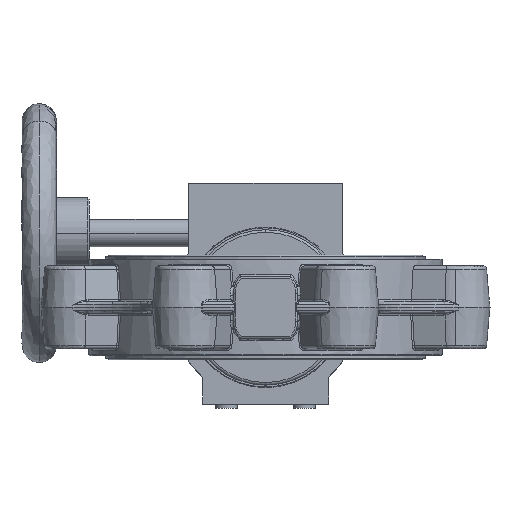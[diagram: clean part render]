
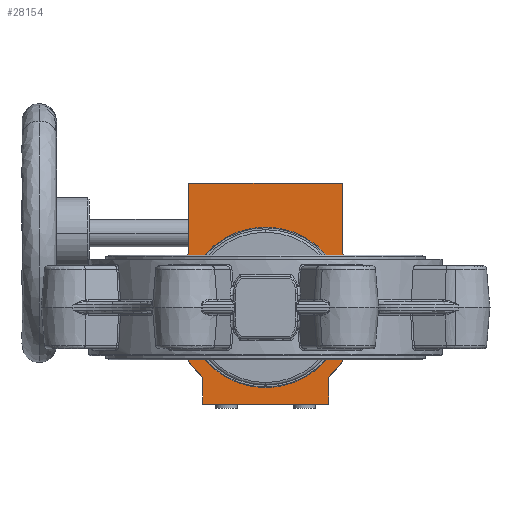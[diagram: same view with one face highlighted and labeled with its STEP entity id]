
A CAD part, front view. The second image highlights one B-rep face of the part: STEP entity #28154.
In plain terms, the highlighted planar face has unit normal (0, -1, 0).
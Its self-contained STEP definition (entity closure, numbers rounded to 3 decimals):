
#125 = EDGE_CURVE ( 'NONE', #23885, #22053, #21726, .T. ) ;
#296 = ORIENTED_EDGE ( 'NONE', *, *, #33512, .T. ) ;
#458 = CARTESIAN_POINT ( 'NONE',  ( 0., 208., 0. ) ) ;
#591 = DIRECTION ( 'NONE',  ( 1., 0., 0. ) ) ;
#892 = CARTESIAN_POINT ( 'NONE',  ( -27., 208., 72. ) ) ;
#1224 = EDGE_CURVE ( 'NONE', #27268, #42557, #19514, .T. ) ;
#1317 = EDGE_CURVE ( 'NONE', #15536, #10114, #9802, .T. ) ;
#2426 = ORIENTED_EDGE ( 'NONE', *, *, #17701, .T. ) ;
#2870 = VERTEX_POINT ( 'NONE', #38710 ) ;
#3608 = DIRECTION ( 'NONE',  ( 1., 0., 0. ) ) ;
#4277 = CARTESIAN_POINT ( 'NONE',  ( -44.591, 208., 31.335 ) ) ;
#4396 = DIRECTION ( 'NONE',  ( 0., 1., 0. ) ) ;
#5918 = CIRCLE ( 'NONE', #21507, 54.5 ) ;
#6282 = CARTESIAN_POINT ( 'NONE',  ( 36.5, 208., 0. ) ) ;
#6669 = DIRECTION ( 'NONE',  ( 1., 0., 0. ) ) ;
#7239 = EDGE_CURVE ( 'NONE', #23885, #23735, #21733, .T. ) ;
#7627 = DIRECTION ( 'NONE',  ( -1., 0., 0. ) ) ;
#7729 = DIRECTION ( 'NONE',  ( 1., 0., 0. ) ) ;
#7892 = ORIENTED_EDGE ( 'NONE', *, *, #40248, .T. ) ;
#7939 = DIRECTION ( 'NONE',  ( 0., 1., 0. ) ) ;
#8200 = CARTESIAN_POINT ( 'NONE',  ( -44.5, 208., 31.623 ) ) ;
#8315 = EDGE_CURVE ( 'NONE', #10114, #15536, #24325, .T. ) ;
#9006 = PLANE ( 'NONE',  #41912 ) ;
#9371 = ORIENTED_EDGE ( 'NONE', *, *, #1224, .T. ) ;
#9646 = EDGE_CURVE ( 'NONE', #2870, #38232, #15127, .T. ) ;
#9802 = CIRCLE ( 'NONE', #14915, 46.5 ) ;
#10114 = VERTEX_POINT ( 'NONE', #24541 ) ;
#10133 = DIRECTION ( 'NONE',  ( 0., 1., 0. ) ) ;
#10238 = DIRECTION ( 'NONE',  ( 1., 0., 0. ) ) ;
#10284 = CARTESIAN_POINT ( 'NONE',  ( 0., 208., 0. ) ) ;
#10293 = AXIS2_PLACEMENT_3D ( 'NONE', #41378, #24181, #3608 ) ;
#11146 = ORIENTED_EDGE ( 'NONE', *, *, #28257, .T. ) ;
#11351 = LINE ( 'NONE', #43976, #33897 ) ;
#12095 = DIRECTION ( 'NONE',  ( 1., 0., 0. ) ) ;
#12156 = ORIENTED_EDGE ( 'NONE', *, *, #1317, .T. ) ;
#12518 = DIRECTION ( 'NONE',  ( 0., 0., 1. ) ) ;
#12523 = DIRECTION ( 'NONE',  ( 0., 1., 0. ) ) ;
#12610 = DIRECTION ( 'NONE',  ( 0., 0., 1. ) ) ;
#12776 = CARTESIAN_POINT ( 'NONE',  ( 0., 208., 0. ) ) ;
#12996 = VECTOR ( 'NONE', #37064, 1000. ) ;
#14549 = ORIENTED_EDGE ( 'NONE', *, *, #34369, .F. ) ;
#14915 = AXIS2_PLACEMENT_3D ( 'NONE', #31808, #21649, #18792 ) ;
#15127 = LINE ( 'NONE', #892, #43554 ) ;
#15132 = CARTESIAN_POINT ( 'NONE',  ( -54.5, 208., 0. ) ) ;
#15536 = VERTEX_POINT ( 'NONE', #18987 ) ;
#15968 = CARTESIAN_POINT ( 'NONE',  ( 0., 208., -56. ) ) ;
#16019 = CARTESIAN_POINT ( 'NONE',  ( 0., 208., 0. ) ) ;
#16456 = VECTOR ( 'NONE', #12610, 1000. ) ;
#16807 = ORIENTED_EDGE ( 'NONE', *, *, #9646, .F. ) ;
#16873 = DIRECTION ( 'NONE',  ( 0., 1., 0. ) ) ;
#17286 = ORIENTED_EDGE ( 'NONE', *, *, #125, .F. ) ;
#17527 = CARTESIAN_POINT ( 'NONE',  ( 36.5, 208., -56. ) ) ;
#17567 = LINE ( 'NONE', #15968, #43838 ) ;
#17701 = EDGE_CURVE ( 'NONE', #31589, #33831, #28577, .T. ) ;
#18792 = DIRECTION ( 'NONE',  ( -1., 0., 0. ) ) ;
#18862 = CARTESIAN_POINT ( 'NONE',  ( -44.5, 208., 72. ) ) ;
#18987 = CARTESIAN_POINT ( 'NONE',  ( -46.5, 208., 0. ) ) ;
#19151 = EDGE_CURVE ( 'NONE', #36807, #30207, #42959, .T. ) ;
#19383 = DIRECTION ( 'NONE',  ( 0., -1., 0. ) ) ;
#19514 = CIRCLE ( 'NONE', #10293, 0.5 ) ;
#20049 = AXIS2_PLACEMENT_3D ( 'NONE', #21134, #4396, #7729 ) ;
#21134 = CARTESIAN_POINT ( 'NONE',  ( 0., 208., 0. ) ) ;
#21507 = AXIS2_PLACEMENT_3D ( 'NONE', #16019, #22311, #12095 ) ;
#21640 = ORIENTED_EDGE ( 'NONE', *, *, #8315, .T. ) ;
#21649 = DIRECTION ( 'NONE',  ( 0., 1., 0. ) ) ;
#21726 = CIRCLE ( 'NONE', #20049, 54.5 ) ;
#21733 = CIRCLE ( 'NONE', #38344, 0.5 ) ;
#22053 = VERTEX_POINT ( 'NONE', #15132 ) ;
#22311 = DIRECTION ( 'NONE',  ( 0., 1., 0. ) ) ;
#22339 = FACE_OUTER_BOUND ( 'NONE', #43100, .T. ) ;
#23400 = LINE ( 'NONE', #36336, #16456 ) ;
#23492 = ORIENTED_EDGE ( 'NONE', *, *, #41136, .F. ) ;
#23735 = VERTEX_POINT ( 'NONE', #43138 ) ;
#23885 = VERTEX_POINT ( 'NONE', #26962 ) ;
#24159 = VERTEX_POINT ( 'NONE', #32180 ) ;
#24181 = DIRECTION ( 'NONE',  ( 0., 1., 0. ) ) ;
#24325 = CIRCLE ( 'NONE', #39268, 46.5 ) ;
#24541 = CARTESIAN_POINT ( 'NONE',  ( 46.5, 208., 0. ) ) ;
#24548 = ORIENTED_EDGE ( 'NONE', *, *, #41360, .F. ) ;
#26390 = DIRECTION ( 'NONE',  ( 0., 1., 0. ) ) ;
#26585 = CARTESIAN_POINT ( 'NONE',  ( 44.5, 208., 31.464 ) ) ;
#26962 = CARTESIAN_POINT ( 'NONE',  ( -36.664, 208., -40.324 ) ) ;
#27268 = VERTEX_POINT ( 'NONE', #8200 ) ;
#28154 = ADVANCED_FACE ( 'NONE', ( #42103, #22339 ), #9006, .T. ) ;
#28257 = EDGE_CURVE ( 'NONE', #35868, #38232, #23400, .T. ) ;
#28577 = LINE ( 'NONE', #6282, #12996 ) ;
#29983 = DIRECTION ( 'NONE',  ( 1., 0., 0. ) ) ;
#30207 = VERTEX_POINT ( 'NONE', #32662 ) ;
#30424 = EDGE_LOOP ( 'NONE', ( #12156, #21640 ) ) ;
#30524 = EDGE_CURVE ( 'NONE', #33831, #30207, #33461, .T. ) ;
#31430 = CIRCLE ( 'NONE', #38854, 54.5 ) ;
#31589 = VERTEX_POINT ( 'NONE', #17527 ) ;
#31808 = CARTESIAN_POINT ( 'NONE',  ( 0., 208., 0. ) ) ;
#32180 = CARTESIAN_POINT ( 'NONE',  ( -36.5, 208., -56. ) ) ;
#32632 = ORIENTED_EDGE ( 'NONE', *, *, #19151, .F. ) ;
#32662 = CARTESIAN_POINT ( 'NONE',  ( 36.664, 208., -40.324 ) ) ;
#32728 = ORIENTED_EDGE ( 'NONE', *, *, #7239, .T. ) ;
#33078 = VECTOR ( 'NONE', #12518, 1000. ) ;
#33461 = CIRCLE ( 'NONE', #36869, 0.5 ) ;
#33512 = EDGE_CURVE ( 'NONE', #23735, #24159, #11351, .T. ) ;
#33831 = VERTEX_POINT ( 'NONE', #36302 ) ;
#33897 = VECTOR ( 'NONE', #44422, 1000. ) ;
#34369 = EDGE_CURVE ( 'NONE', #22053, #42557, #5918, .T. ) ;
#34517 = ORIENTED_EDGE ( 'NONE', *, *, #30524, .T. ) ;
#35868 = VERTEX_POINT ( 'NONE', #26585 ) ;
#36302 = CARTESIAN_POINT ( 'NONE',  ( 36.5, 208., -40.694 ) ) ;
#36336 = CARTESIAN_POINT ( 'NONE',  ( 44.5, 208., 0. ) ) ;
#36402 = CARTESIAN_POINT ( 'NONE',  ( 37., 208., -40.694 ) ) ;
#36751 = CARTESIAN_POINT ( 'NONE',  ( -37., 208., -40.694 ) ) ;
#36807 = VERTEX_POINT ( 'NONE', #41289 ) ;
#36869 = AXIS2_PLACEMENT_3D ( 'NONE', #36402, #12523, #43860 ) ;
#37003 = CARTESIAN_POINT ( 'NONE',  ( 44.5, 208., 72. ) ) ;
#37064 = DIRECTION ( 'NONE',  ( 0., 0., 1. ) ) ;
#37425 = CARTESIAN_POINT ( 'NONE',  ( 0., 208., 0. ) ) ;
#38232 = VERTEX_POINT ( 'NONE', #37003 ) ;
#38344 = AXIS2_PLACEMENT_3D ( 'NONE', #36751, #26390, #29983 ) ;
#38710 = CARTESIAN_POINT ( 'NONE',  ( -44.5, 208., 72. ) ) ;
#38854 = AXIS2_PLACEMENT_3D ( 'NONE', #37425, #16873, #10238 ) ;
#38891 = AXIS2_PLACEMENT_3D ( 'NONE', #10284, #10133, #6669 ) ;
#39268 = AXIS2_PLACEMENT_3D ( 'NONE', #458, #7939, #7627 ) ;
#39508 = LINE ( 'NONE', #18862, #33078 ) ;
#40030 = DIRECTION ( 'NONE',  ( 1., 0., 0. ) ) ;
#40248 = EDGE_CURVE ( 'NONE', #24159, #31589, #17567, .T. ) ;
#40327 = DIRECTION ( 'NONE',  ( 1., 0., 0. ) ) ;
#41136 = EDGE_CURVE ( 'NONE', #27268, #2870, #39508, .T. ) ;
#41289 = CARTESIAN_POINT ( 'NONE',  ( 54.5, 208., 0. ) ) ;
#41360 = EDGE_CURVE ( 'NONE', #35868, #36807, #31430, .T. ) ;
#41378 = CARTESIAN_POINT ( 'NONE',  ( -45., 208., 31.623 ) ) ;
#41912 = AXIS2_PLACEMENT_3D ( 'NONE', #12776, #19383, #40030 ) ;
#42103 = FACE_BOUND ( 'NONE', #30424, .T. ) ;
#42557 = VERTEX_POINT ( 'NONE', #4277 ) ;
#42959 = CIRCLE ( 'NONE', #38891, 54.5 ) ;
#43100 = EDGE_LOOP ( 'NONE', ( #34517, #32632, #24548, #11146, #16807, #23492, #9371, #14549, #17286, #32728, #296, #7892, #2426 ) ) ;
#43138 = CARTESIAN_POINT ( 'NONE',  ( -36.5, 208., -40.694 ) ) ;
#43554 = VECTOR ( 'NONE', #591, 1000. ) ;
#43838 = VECTOR ( 'NONE', #40327, 1000. ) ;
#43860 = DIRECTION ( 'NONE',  ( 1., 0., 0. ) ) ;
#43976 = CARTESIAN_POINT ( 'NONE',  ( -36.5, 208., 0. ) ) ;
#44422 = DIRECTION ( 'NONE',  ( 0., 0., -1. ) ) ;
